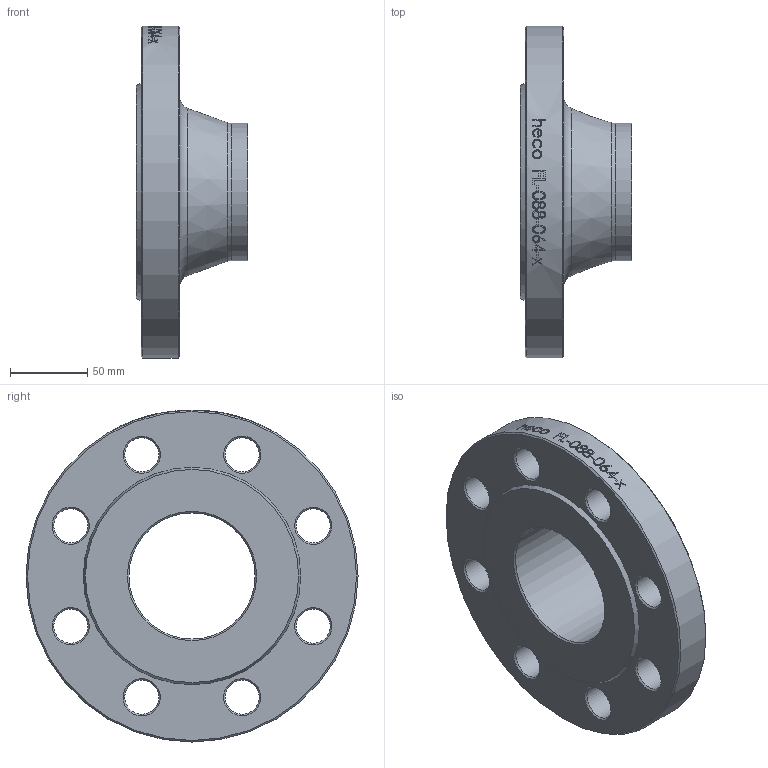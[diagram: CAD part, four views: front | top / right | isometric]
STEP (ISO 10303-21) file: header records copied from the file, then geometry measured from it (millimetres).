
FILE_DESCRIPTION (( 'STEP AP214' ), '1' );
FILE_NAME ('FL-088-064-x Vorschweissflansch EN1092 2102.STEP', '2021-02-17T09:09:24', ( '' ), ( '' ), 'SwSTEP 2.0', 'SolidWorks 2019', '' );
FILE_SCHEMA (( 'AUTOMOTIVE_DESIGN' ));
Length unit declared in the file: millimetre
Products named in the file (1): FL-088-064-x Vorschweissflansch EN1092 2102
Bounding box: 72 x 215 x 215 mm (x, y, z)
Volume: 829384.8 mm3; surface area: 114429.8 mm2
Topology: 1 solids, 1 shells, 64 faces, 258 edges, 223 vertices
Faces by surface type: cylinder 37, cone 21, plane 4, torus 2
Full cylindrical faces by diameter (mm): 22 x8, 81.7 x1, 88.9 x1, 215 x1
Entity records: 6730 total; most frequent: CARTESIAN_POINT 4577, ORIENTED_EDGE 422, DIRECTION 304, VERTEX_POINT 211, EDGE_CURVE 211, EDGE_LOOP 144, AXIS2_PLACEMENT_3D 140, B_SPLINE_CURVE_WITH_KNOTS 112
